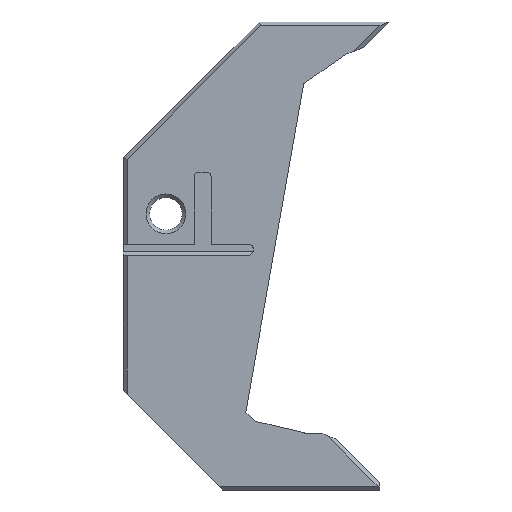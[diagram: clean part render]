
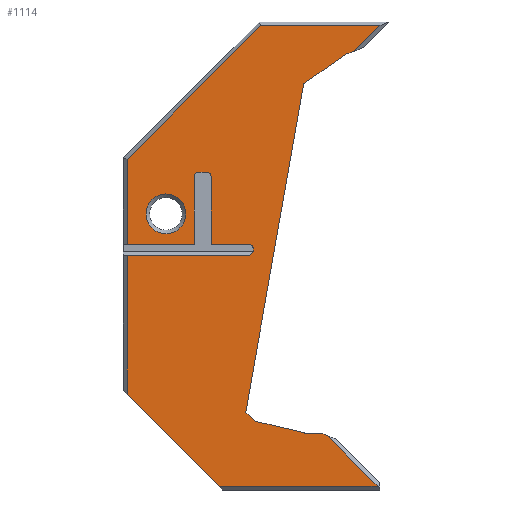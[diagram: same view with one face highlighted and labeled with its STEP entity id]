
A CAD part, front view. The second image highlights one B-rep face of the part: STEP entity #1114.
In plain terms, the highlighted planar face has unit normal (0, -1, 0).
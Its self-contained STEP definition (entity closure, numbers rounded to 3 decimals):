
#24=FACE_BOUND('',#108,.T.);
#27=CIRCLE('',#1180,0.5);
#28=CIRCLE('',#1181,0.5);
#29=CIRCLE('',#1182,0.5);
#30=CIRCLE('',#1183,2.2);
#40=ELLIPSE('',#1179,19.532,3.4);
#45=FACE_OUTER_BOUND('',#107,.T.);
#107=EDGE_LOOP('',(#747,#748,#749,#750,#751,#752,#753,#754,#755,#756,#757,
#758,#759,#760,#761,#762,#763,#764,#765,#766,#767,#768,#769,#770,#771,#772,
#773,#774,#775));
#108=EDGE_LOOP('',(#776));
#172=LINE('',#1566,#320);
#178=LINE('',#1578,#326);
#181=LINE('',#1584,#329);
#182=LINE('',#1586,#330);
#183=LINE('',#1588,#331);
#184=LINE('',#1590,#332);
#185=LINE('',#1592,#333);
#186=LINE('',#1596,#334);
#187=LINE('',#1598,#335);
#188=LINE('',#1600,#336);
#189=LINE('',#1602,#337);
#190=LINE('',#1604,#338);
#191=LINE('',#1606,#339);
#192=LINE('',#1608,#340);
#193=LINE('',#1610,#341);
#194=LINE('',#1612,#342);
#195=LINE('',#1614,#343);
#196=LINE('',#1618,#344);
#197=LINE('',#1622,#345);
#198=LINE('',#1624,#346);
#199=LINE('',#1628,#347);
#200=LINE('',#1630,#348);
#201=LINE('',#1632,#349);
#202=LINE('',#1634,#350);
#203=LINE('',#1635,#351);
#320=VECTOR('',#1259,10.);
#326=VECTOR('',#1269,10.);
#329=VECTOR('',#1274,10.);
#330=VECTOR('',#1275,10.);
#331=VECTOR('',#1276,10.);
#332=VECTOR('',#1277,10.);
#333=VECTOR('',#1278,10.);
#334=VECTOR('',#1281,10.);
#335=VECTOR('',#1282,10.);
#336=VECTOR('',#1283,10.);
#337=VECTOR('',#1284,10.);
#338=VECTOR('',#1285,10.);
#339=VECTOR('',#1286,10.);
#340=VECTOR('',#1287,10.);
#341=VECTOR('',#1288,10.);
#342=VECTOR('',#1289,10.);
#343=VECTOR('',#1290,10.);
#344=VECTOR('',#1293,10.);
#345=VECTOR('',#1296,10.);
#346=VECTOR('',#1297,10.);
#347=VECTOR('',#1300,10.);
#348=VECTOR('',#1301,10.);
#349=VECTOR('',#1302,10.);
#350=VECTOR('',#1303,10.);
#351=VECTOR('',#1304,10.);
#468=VERTEX_POINT('',#1563);
#469=VERTEX_POINT('',#1565);
#473=VERTEX_POINT('',#1577);
#475=VERTEX_POINT('',#1583);
#476=VERTEX_POINT('',#1585);
#477=VERTEX_POINT('',#1587);
#478=VERTEX_POINT('',#1589);
#479=VERTEX_POINT('',#1591);
#480=VERTEX_POINT('',#1593);
#481=VERTEX_POINT('',#1595);
#482=VERTEX_POINT('',#1597);
#483=VERTEX_POINT('',#1599);
#484=VERTEX_POINT('',#1601);
#485=VERTEX_POINT('',#1603);
#486=VERTEX_POINT('',#1605);
#487=VERTEX_POINT('',#1607);
#488=VERTEX_POINT('',#1609);
#489=VERTEX_POINT('',#1611);
#490=VERTEX_POINT('',#1613);
#491=VERTEX_POINT('',#1615);
#492=VERTEX_POINT('',#1617);
#493=VERTEX_POINT('',#1619);
#494=VERTEX_POINT('',#1621);
#495=VERTEX_POINT('',#1623);
#496=VERTEX_POINT('',#1625);
#497=VERTEX_POINT('',#1627);
#498=VERTEX_POINT('',#1629);
#499=VERTEX_POINT('',#1631);
#500=VERTEX_POINT('',#1633);
#501=VERTEX_POINT('',#1636);
#572=EDGE_CURVE('',#468,#469,#172,.T.);
#578=EDGE_CURVE('',#469,#473,#178,.T.);
#581=EDGE_CURVE('',#475,#468,#181,.T.);
#582=EDGE_CURVE('',#475,#476,#182,.F.);
#583=EDGE_CURVE('',#476,#477,#183,.F.);
#584=EDGE_CURVE('',#477,#478,#184,.F.);
#585=EDGE_CURVE('',#478,#479,#185,.T.);
#586=EDGE_CURVE('',#479,#480,#40,.T.);
#587=EDGE_CURVE('',#480,#481,#186,.T.);
#588=EDGE_CURVE('',#481,#482,#187,.T.);
#589=EDGE_CURVE('',#483,#482,#188,.T.);
#590=EDGE_CURVE('',#484,#483,#189,.T.);
#591=EDGE_CURVE('',#485,#484,#190,.T.);
#592=EDGE_CURVE('',#486,#485,#191,.T.);
#593=EDGE_CURVE('',#487,#486,#192,.T.);
#594=EDGE_CURVE('',#488,#487,#193,.T.);
#595=EDGE_CURVE('',#488,#489,#194,.F.);
#596=EDGE_CURVE('',#489,#490,#195,.F.);
#597=EDGE_CURVE('',#490,#491,#27,.F.);
#598=EDGE_CURVE('',#491,#492,#196,.F.);
#599=EDGE_CURVE('',#492,#493,#28,.F.);
#600=EDGE_CURVE('',#493,#494,#197,.F.);
#601=EDGE_CURVE('',#494,#495,#198,.F.);
#602=EDGE_CURVE('',#495,#496,#29,.F.);
#603=EDGE_CURVE('',#496,#497,#199,.F.);
#604=EDGE_CURVE('',#497,#498,#200,.F.);
#605=EDGE_CURVE('',#498,#499,#201,.F.);
#606=EDGE_CURVE('',#500,#499,#202,.T.);
#607=EDGE_CURVE('',#473,#500,#203,.T.);
#608=EDGE_CURVE('',#501,#501,#30,.T.);
#747=ORIENTED_EDGE('',*,*,#572,.F.);
#748=ORIENTED_EDGE('',*,*,#581,.F.);
#749=ORIENTED_EDGE('',*,*,#582,.T.);
#750=ORIENTED_EDGE('',*,*,#583,.T.);
#751=ORIENTED_EDGE('',*,*,#584,.T.);
#752=ORIENTED_EDGE('',*,*,#585,.T.);
#753=ORIENTED_EDGE('',*,*,#586,.T.);
#754=ORIENTED_EDGE('',*,*,#587,.T.);
#755=ORIENTED_EDGE('',*,*,#588,.T.);
#756=ORIENTED_EDGE('',*,*,#589,.F.);
#757=ORIENTED_EDGE('',*,*,#590,.F.);
#758=ORIENTED_EDGE('',*,*,#591,.F.);
#759=ORIENTED_EDGE('',*,*,#592,.F.);
#760=ORIENTED_EDGE('',*,*,#593,.F.);
#761=ORIENTED_EDGE('',*,*,#594,.F.);
#762=ORIENTED_EDGE('',*,*,#595,.T.);
#763=ORIENTED_EDGE('',*,*,#596,.T.);
#764=ORIENTED_EDGE('',*,*,#597,.T.);
#765=ORIENTED_EDGE('',*,*,#598,.T.);
#766=ORIENTED_EDGE('',*,*,#599,.T.);
#767=ORIENTED_EDGE('',*,*,#600,.T.);
#768=ORIENTED_EDGE('',*,*,#601,.T.);
#769=ORIENTED_EDGE('',*,*,#602,.T.);
#770=ORIENTED_EDGE('',*,*,#603,.T.);
#771=ORIENTED_EDGE('',*,*,#604,.T.);
#772=ORIENTED_EDGE('',*,*,#605,.T.);
#773=ORIENTED_EDGE('',*,*,#606,.F.);
#774=ORIENTED_EDGE('',*,*,#607,.F.);
#775=ORIENTED_EDGE('',*,*,#578,.F.);
#776=ORIENTED_EDGE('',*,*,#608,.F.);
#1061=PLANE('',#1178);
#1114=ADVANCED_FACE('',(#45,#24),#1061,.F.);
#1178=AXIS2_PLACEMENT_3D('',#1582,#1272,#1273);
#1179=AXIS2_PLACEMENT_3D('',#1594,#1279,#1280);
#1180=AXIS2_PLACEMENT_3D('',#1616,#1291,#1292);
#1181=AXIS2_PLACEMENT_3D('',#1620,#1294,#1295);
#1182=AXIS2_PLACEMENT_3D('',#1626,#1298,#1299);
#1183=AXIS2_PLACEMENT_3D('',#1637,#1305,#1306);
#1259=DIRECTION('',(0.707,0.,-0.707));
#1269=DIRECTION('',(-1.,0.,0.));
#1272=DIRECTION('center_axis',(0.,1.,0.));
#1273=DIRECTION('ref_axis',(1.,0.,0.));
#1274=DIRECTION('',(0.924,0.,-0.383));
#1275=DIRECTION('',(1.,0.,0.));
#1276=DIRECTION('',(0.974,0.,-0.227));
#1277=DIRECTION('',(0.731,0.,-0.682));
#1278=DIRECTION('',(0.174,0.,0.985));
#1279=DIRECTION('center_axis',(0.,-1.,0.));
#1280=DIRECTION('ref_axis',(0.859,0.,0.512));
#1281=DIRECTION('',(0.819,0.,0.574));
#1282=DIRECTION('',(0.819,0.,0.574));
#1283=DIRECTION('',(-1.,0.,0.));
#1284=DIRECTION('',(-0.924,0.,-0.383));
#1285=DIRECTION('',(-0.707,0.,-0.707));
#1286=DIRECTION('',(1.,0.,0.));
#1287=DIRECTION('',(0.707,0.,0.707));
#1288=DIRECTION('',(0.,0.,1.));
#1289=DIRECTION('',(-1.,0.,0.));
#1290=DIRECTION('',(0.,0.,-1.));
#1291=DIRECTION('center_axis',(0.,-1.,0.));
#1292=DIRECTION('ref_axis',(-1.,0.,0.));
#1293=DIRECTION('',(-1.,0.,0.));
#1294=DIRECTION('center_axis',(0.,-1.,0.));
#1295=DIRECTION('ref_axis',(0.,0.,1.));
#1296=DIRECTION('',(0.,0.,1.));
#1297=DIRECTION('',(-1.,0.,0.));
#1298=DIRECTION('center_axis',(0.,-1.,0.));
#1299=DIRECTION('ref_axis',(0.,0.,1.));
#1300=DIRECTION('',(0.,0.,1.));
#1301=DIRECTION('',(0.707,0.,0.707));
#1302=DIRECTION('',(1.,0.,0.));
#1303=DIRECTION('',(0.,0.,1.));
#1304=DIRECTION('',(-0.707,0.,0.707));
#1305=DIRECTION('center_axis',(0.,-1.,0.));
#1306=DIRECTION('ref_axis',(-1.,0.,0.));
#1563=CARTESIAN_POINT('',(-18.802,42.5,-15.828));
#1565=CARTESIAN_POINT('',(-13.209,42.5,-21.421));
#1566=CARTESIAN_POINT('',(-25.196,42.5,-9.433));
#1577=CARTESIAN_POINT('',(-30.752,42.5,-21.421));
#1578=CARTESIAN_POINT('',(-22.37,42.5,-21.421));
#1582=CARTESIAN_POINT('Origin',(-28.698,42.5,5.806));
#1583=CARTESIAN_POINT('',(-19.543,42.5,-15.521));
#1584=CARTESIAN_POINT('',(-26.793,42.5,-12.518));
#1585=CARTESIAN_POINT('',(-21.209,42.5,-15.521));
#1586=CARTESIAN_POINT('',(-13.962,42.5,-15.521));
#1587=CARTESIAN_POINT('',(-26.721,42.5,-14.235));
#1588=CARTESIAN_POINT('',(-18.273,42.5,-16.206));
#1589=CARTESIAN_POINT('',(-27.823,42.5,-13.208));
#1590=CARTESIAN_POINT('',(-34.174,42.5,-7.286));
#1591=CARTESIAN_POINT('',(-21.424,42.5,23.085));
#1592=CARTESIAN_POINT('',(-27.113,42.5,-9.181));
#1593=CARTESIAN_POINT('',(-21.455,42.5,23.063));
#1594=CARTESIAN_POINT('Origin',(-13.289,42.5,24.292));
#1595=CARTESIAN_POINT('',(-21.424,42.5,23.085));
#1596=CARTESIAN_POINT('',(-29.607,42.5,17.343));
#1597=CARTESIAN_POINT('',(-16.699,42.5,26.4));
#1598=CARTESIAN_POINT('',(-29.607,42.5,17.343));
#1599=CARTESIAN_POINT('',(-16.543,42.5,26.4));
#1600=CARTESIAN_POINT('',(0.617,42.5,26.4));
#1601=CARTESIAN_POINT('',(-15.802,42.5,26.707));
#1602=CARTESIAN_POINT('',(-24.944,42.5,22.92));
#1603=CARTESIAN_POINT('',(-12.997,42.5,29.512));
#1604=CARTESIAN_POINT('',(-23.388,42.5,19.121));
#1605=CARTESIAN_POINT('',(-26.186,42.5,29.512));
#1606=CARTESIAN_POINT('',(-16.043,42.5,29.512));
#1607=CARTESIAN_POINT('',(-40.952,42.5,14.746));
#1608=CARTESIAN_POINT('',(-36.432,42.5,19.266));
#1609=CARTESIAN_POINT('',(-40.952,42.5,5.35));
#1610=CARTESIAN_POINT('',(-40.952,42.5,-4.747));
#1611=CARTESIAN_POINT('',(-33.533,42.5,5.35));
#1612=CARTESIAN_POINT('',(-34.825,42.5,5.35));
#1613=CARTESIAN_POINT('',(-33.533,42.5,12.8));
#1614=CARTESIAN_POINT('',(-33.533,42.5,5.528));
#1615=CARTESIAN_POINT('',(-33.033,42.5,13.3));
#1616=CARTESIAN_POINT('Origin',(-33.033,42.5,12.8));
#1617=CARTESIAN_POINT('',(-32.153,42.5,13.3));
#1618=CARTESIAN_POINT('',(-14.349,42.5,13.3));
#1619=CARTESIAN_POINT('',(-31.653,42.5,12.8));
#1620=CARTESIAN_POINT('Origin',(-32.153,42.5,12.8));
#1621=CARTESIAN_POINT('',(-31.653,42.5,5.35));
#1622=CARTESIAN_POINT('',(-31.653,42.5,9.303));
#1623=CARTESIAN_POINT('',(-27.505,42.5,5.35));
#1624=CARTESIAN_POINT('',(-30.226,42.5,5.35));
#1625=CARTESIAN_POINT('',(-27.005,42.5,4.85));
#1626=CARTESIAN_POINT('Origin',(-27.505,42.5,4.85));
#1627=CARTESIAN_POINT('',(-27.005,42.5,4.559));
#1628=CARTESIAN_POINT('',(-27.005,42.5,5.328));
#1629=CARTESIAN_POINT('',(-27.463,42.5,4.1));
#1630=CARTESIAN_POINT('',(-27.231,42.5,4.333));
#1631=CARTESIAN_POINT('',(-40.952,42.5,4.1));
#1632=CARTESIAN_POINT('',(-14.349,42.5,4.1));
#1633=CARTESIAN_POINT('',(-40.952,42.5,-11.221));
#1634=CARTESIAN_POINT('',(-40.952,42.5,-4.747));
#1635=CARTESIAN_POINT('',(-39.595,42.5,-12.578));
#1636=CARTESIAN_POINT('',(-34.452,42.5,8.7));
#1637=CARTESIAN_POINT('Origin',(-36.652,42.5,8.7));
